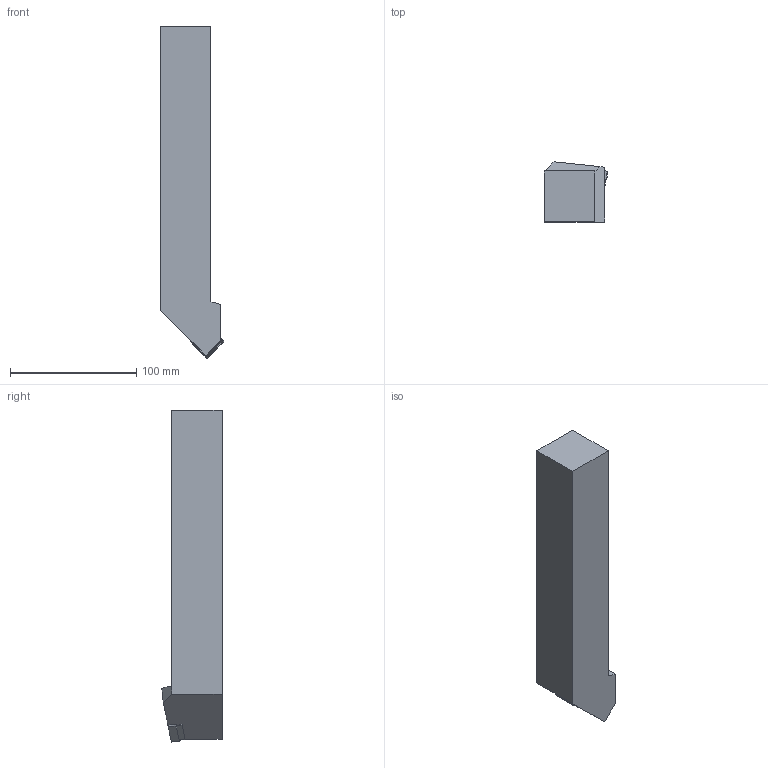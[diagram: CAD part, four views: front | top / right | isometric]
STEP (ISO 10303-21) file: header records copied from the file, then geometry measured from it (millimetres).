
FILE_DESCRIPTION(/* description */ (''),/* implementation_level */ '2;1');
FILE_NAME(/* name */ 'PSSNL4040S19_SIM.stp',/* time_stamp */ '2023-02-27T13:36:32+01:00',/* author */ (''),/* organization */ (''),/* preprocessor_version */ 'ST-DEVELOPER v16.7',/* originating_system */ 'SIEMENS PLM Software NX 12.0',/* authorisation */ '');
FILE_SCHEMA (('AUTOMOTIVE_DESIGN { 1 0 10303 214 3 1 1 1 }'));
Length unit declared in the file: millimetre
Products named in the file (1): kl6217C8835Fqkeq
Bounding box: 49.99 x 47.6 x 262.49 mm (x, y, z)
Volume: 405948.9 mm3; surface area: 45278.4 mm2
Topology: 2 solids, 2 shells, 35 faces, 91 edges, 60 vertices
Faces by surface type: plane 26, cylinder 8, cone 1
Full cylindrical faces by diameter (mm): 7.9 x1
Entity records: 1090 total; most frequent: CARTESIAN_POINT 183, DIRECTION 178, ORIENTED_EDGE 176, EDGE_CURVE 88, LINE 70, VECTOR 70, VERTEX_POINT 59, AXIS2_PLACEMENT_3D 54
